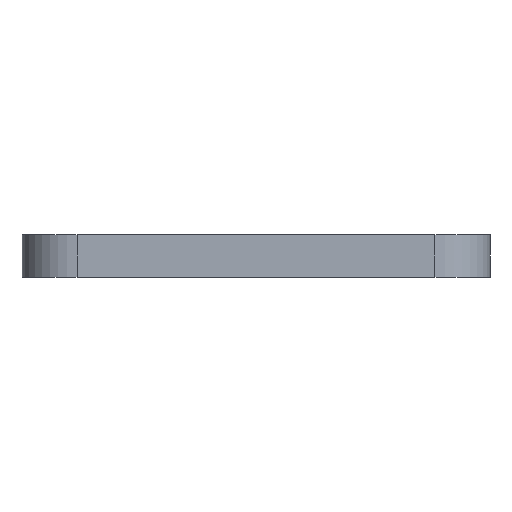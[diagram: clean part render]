
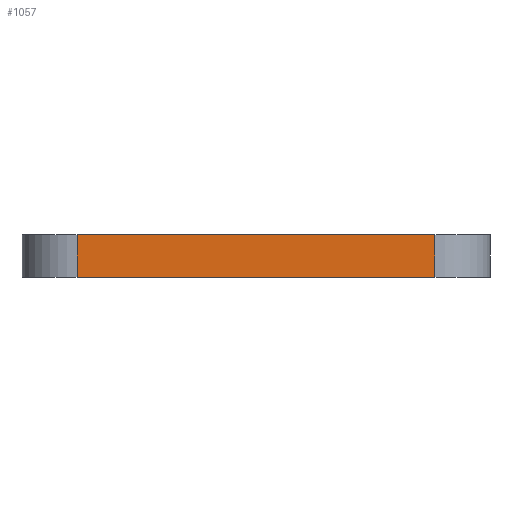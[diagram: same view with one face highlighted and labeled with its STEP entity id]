
A CAD part, front view. The second image highlights one B-rep face of the part: STEP entity #1057.
In plain terms, the highlighted planar face has unit normal (0, -1, 0).
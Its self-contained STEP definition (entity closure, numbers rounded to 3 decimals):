
#8 = CARTESIAN_POINT ( 'NONE',  ( 0., -20., 1.55 ) ) ;
#27 = LINE ( 'NONE', #877, #377 ) ;
#71 = CARTESIAN_POINT ( 'NONE',  ( -6.5, -20., 0. ) ) ;
#80 = CARTESIAN_POINT ( 'NONE',  ( 6.5, -20., 1.55 ) ) ;
#85 = CARTESIAN_POINT ( 'NONE',  ( 6.5, -20., 0. ) ) ;
#188 = VERTEX_POINT ( 'NONE', #85 ) ;
#261 = VERTEX_POINT ( 'NONE', #647 ) ;
#266 = VECTOR ( 'NONE', #721, 1000. ) ;
#297 = PLANE ( 'NONE',  #538 ) ;
#377 = VECTOR ( 'NONE', #1158, 1000. ) ;
#524 = VERTEX_POINT ( 'NONE', #80 ) ;
#538 = AXIS2_PLACEMENT_3D ( 'NONE', #8, #1044, #836 ) ;
#560 = VECTOR ( 'NONE', #868, 1000. ) ;
#605 = EDGE_LOOP ( 'NONE', ( #1232, #902, #1231, #867 ) ) ;
#647 = CARTESIAN_POINT ( 'NONE',  ( -6.5, -20., 0. ) ) ;
#689 = LINE ( 'NONE', #1061, #560 ) ;
#709 = CARTESIAN_POINT ( 'NONE',  ( -6.5, -20., 1.55 ) ) ;
#721 = DIRECTION ( 'NONE',  ( 0., 0., -1. ) ) ;
#754 = FACE_OUTER_BOUND ( 'NONE', #605, .T. ) ;
#762 = DIRECTION ( 'NONE',  ( 1., 0., 0. ) ) ;
#795 = EDGE_CURVE ( 'NONE', #261, #188, #27, .T. ) ;
#806 = LINE ( 'NONE', #71, #266 ) ;
#807 = LINE ( 'NONE', #1074, #873 ) ;
#836 = DIRECTION ( 'NONE',  ( 0., 0., 1. ) ) ;
#867 = ORIENTED_EDGE ( 'NONE', *, *, #1102, .T. ) ;
#868 = DIRECTION ( 'NONE',  ( 0., 0., 1. ) ) ;
#873 = VECTOR ( 'NONE', #762, 1000. ) ;
#877 = CARTESIAN_POINT ( 'NONE',  ( 0., -20., 0. ) ) ;
#902 = ORIENTED_EDGE ( 'NONE', *, *, #945, .T. ) ;
#945 = EDGE_CURVE ( 'NONE', #948, #261, #806, .T. ) ;
#948 = VERTEX_POINT ( 'NONE', #709 ) ;
#1044 = DIRECTION ( 'NONE',  ( 0., 1., 0. ) ) ;
#1057 = ADVANCED_FACE ( 'NONE', ( #754 ), #297, .F. ) ;
#1061 = CARTESIAN_POINT ( 'NONE',  ( 6.5, -20., 1.55 ) ) ;
#1074 = CARTESIAN_POINT ( 'NONE',  ( 0., -20., 1.55 ) ) ;
#1102 = EDGE_CURVE ( 'NONE', #188, #524, #689, .T. ) ;
#1158 = DIRECTION ( 'NONE',  ( 1., 0., 0. ) ) ;
#1181 = EDGE_CURVE ( 'NONE', #948, #524, #807, .T. ) ;
#1231 = ORIENTED_EDGE ( 'NONE', *, *, #795, .T. ) ;
#1232 = ORIENTED_EDGE ( 'NONE', *, *, #1181, .F. ) ;
